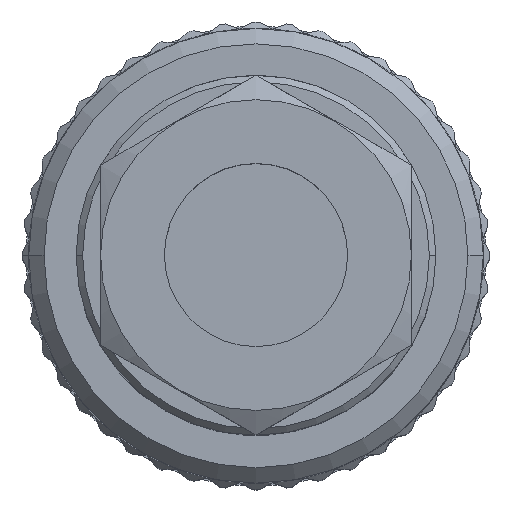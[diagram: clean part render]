
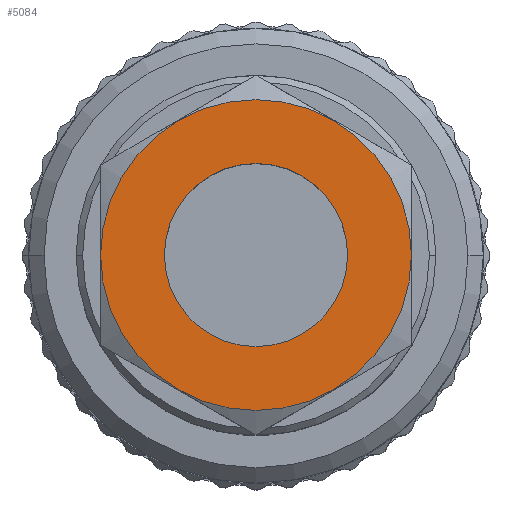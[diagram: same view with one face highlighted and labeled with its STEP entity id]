
A CAD part, top view. The second image highlights one B-rep face of the part: STEP entity #5084.
In plain terms, the highlighted planar face has unit normal (0, 0, 1).
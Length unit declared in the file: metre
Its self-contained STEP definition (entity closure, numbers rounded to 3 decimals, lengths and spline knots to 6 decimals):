
#6 = FACE_BOUND ( 'NONE', #89, .T. ) ;
#89 = EDGE_LOOP ( 'NONE', ( #8990, #8463 ) ) ;
#325 = DIRECTION ( 'NONE',  ( -1., 0., 0. ) ) ;
#566 = FACE_OUTER_BOUND ( 'NONE', #728, .T. ) ;
#684 = CIRCLE ( 'NONE', #9025, 0.0028 ) ;
#728 = EDGE_LOOP ( 'NONE', ( #10367, #5551 ) ) ;
#863 = CARTESIAN_POINT ( 'NONE',  ( 0., 0., 0. ) ) ;
#879 = VERTEX_POINT ( 'NONE', #10869 ) ;
#1385 = AXIS2_PLACEMENT_3D ( 'NONE', #10955, #5652, #325 ) ;
#1583 = CARTESIAN_POINT ( 'NONE',  ( 0., 0., 0. ) ) ;
#1761 = DIRECTION ( 'NONE',  ( -1., 0., 0. ) ) ;
#2138 = CARTESIAN_POINT ( 'NONE',  ( 0.0028, 0., 0. ) ) ;
#2334 = DIRECTION ( 'NONE',  ( -1., 0., 0. ) ) ;
#2489 = DIRECTION ( 'NONE',  ( -1., 0., 0. ) ) ;
#2526 = CARTESIAN_POINT ( 'NONE',  ( 0.00475, 0., 0. ) ) ;
#2823 = CIRCLE ( 'NONE', #6331, 0.00475 ) ;
#2856 = EDGE_CURVE ( 'NONE', #2899, #5059, #2823, .T. ) ;
#2899 = VERTEX_POINT ( 'NONE', #2526 ) ;
#3355 = EDGE_CURVE ( 'NONE', #5059, #2899, #5150, .T. ) ;
#4205 = CARTESIAN_POINT ( 'NONE',  ( 0., 0., 0. ) ) ;
#4964 = EDGE_CURVE ( 'NONE', #4977, #879, #5580, .T. ) ;
#4977 = VERTEX_POINT ( 'NONE', #2138 ) ;
#5059 = VERTEX_POINT ( 'NONE', #7516 ) ;
#5084 = ADVANCED_FACE ( 'NONE', ( #566, #6 ), #7586, .F. ) ;
#5096 = DIRECTION ( 'NONE',  ( -1., 0., 0. ) ) ;
#5150 = CIRCLE ( 'NONE', #10033, 0.00475 ) ;
#5551 = ORIENTED_EDGE ( 'NONE', *, *, #2856, .F. ) ;
#5580 = CIRCLE ( 'NONE', #1385, 0.0028 ) ;
#5652 = DIRECTION ( 'NONE',  ( 0., 0., -1. ) ) ;
#5843 = CARTESIAN_POINT ( 'NONE',  ( 0., 0.0028, 0. ) ) ;
#6331 = AXIS2_PLACEMENT_3D ( 'NONE', #1583, #7782, #2489 ) ;
#7049 = DIRECTION ( 'NONE',  ( 0., 0., -1. ) ) ;
#7516 = CARTESIAN_POINT ( 'NONE',  ( -0.00475, 0., 0. ) ) ;
#7586 = PLANE ( 'NONE',  #9664 ) ;
#7627 = DIRECTION ( 'NONE',  ( 0., 0., -1. ) ) ;
#7782 = DIRECTION ( 'NONE',  ( 0., 0., -1. ) ) ;
#8463 = ORIENTED_EDGE ( 'NONE', *, *, #4964, .T. ) ;
#8931 = EDGE_CURVE ( 'NONE', #879, #4977, #684, .T. ) ;
#8990 = ORIENTED_EDGE ( 'NONE', *, *, #8931, .T. ) ;
#9025 = AXIS2_PLACEMENT_3D ( 'NONE', #863, #7049, #1761 ) ;
#9664 = AXIS2_PLACEMENT_3D ( 'NONE', #5843, #7627, #2334 ) ;
#10033 = AXIS2_PLACEMENT_3D ( 'NONE', #4205, #10387, #5096 ) ;
#10367 = ORIENTED_EDGE ( 'NONE', *, *, #3355, .F. ) ;
#10387 = DIRECTION ( 'NONE',  ( 0., 0., -1. ) ) ;
#10869 = CARTESIAN_POINT ( 'NONE',  ( -0.0028, 0., 0. ) ) ;
#10955 = CARTESIAN_POINT ( 'NONE',  ( 0., 0., 0. ) ) ;
